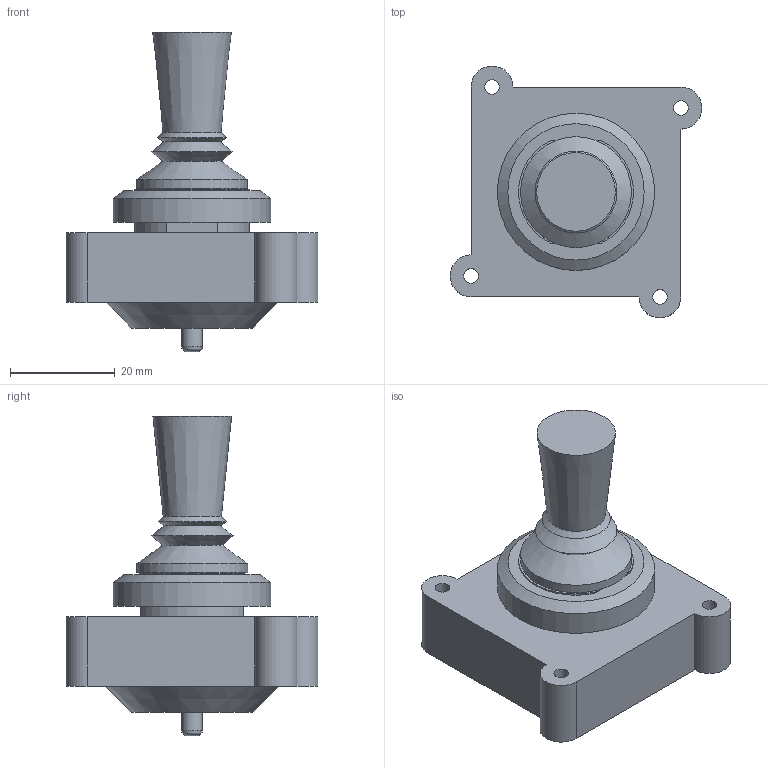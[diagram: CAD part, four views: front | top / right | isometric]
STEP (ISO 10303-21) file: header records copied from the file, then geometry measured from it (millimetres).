
FILE_DESCRIPTION(/* description */ (''),/* implementation_level */ '2;1');
FILE_NAME(/* name */ 'joystick monolever CV4-YQ-04R2G v2.step',/* time_stamp */ '2023-10-24T15:26:35+02:00',/* author */ (''),/* organization */ (''),/* preprocessor_version */ 'ST-DEVELOPER v20',/* originating_system */ 'Autodesk Translation Framework v12.14.0.127',/* authorisation */ '');
FILE_SCHEMA (('AUTOMOTIVE_DESIGN { 1 0 10303 214 3 1 1 }'));
Length unit declared in the file: millimetre
Products named in the file (1): joystick monolever CV4-YQ-04R2G
Bounding box: 48 x 48 x 60.95 mm (x, y, z)
Volume: 34903.3 mm3; surface area: 9825.4 mm2
Topology: 1 solids, 1 shells, 41 faces, 103 edges, 66 vertices
Faces by surface type: cylinder 17, plane 14, cone 9, bspline 1
Full cylindrical faces by diameter (mm): 2.8 x4, 4 x1, 21.15 x1, 30 x1
Entity records: 1319 total; most frequent: CARTESIAN_POINT 237, DIRECTION 232, ORIENTED_EDGE 206, EDGE_CURVE 103, AXIS2_PLACEMENT_3D 88, VERTEX_POINT 66, LINE 56, VECTOR 56
